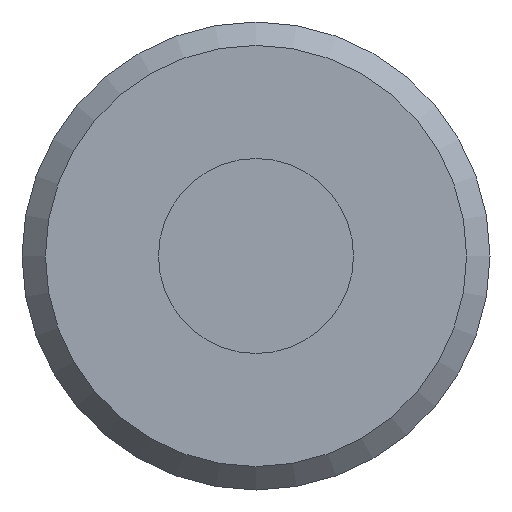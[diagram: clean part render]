
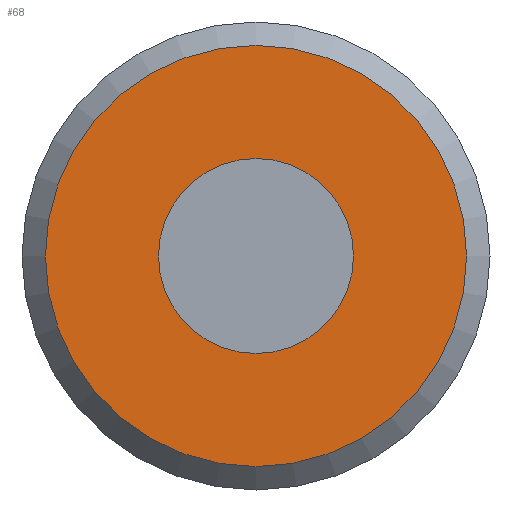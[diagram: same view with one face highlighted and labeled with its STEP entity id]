
A CAD part, front view. The second image highlights one B-rep face of the part: STEP entity #68.
In plain terms, the highlighted planar face has unit normal (0, -1, 0).
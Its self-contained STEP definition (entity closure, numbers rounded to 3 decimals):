
#68 = ADVANCED_FACE( '', ( #145, #146 ), #147, .F. );
#145 = FACE_BOUND( '', #216, .T. );
#146 = FACE_OUTER_BOUND( '', #217, .T. );
#147 = PLANE( '', #218 );
#216 = EDGE_LOOP( '', ( #309 ) );
#217 = EDGE_LOOP( '', ( #310 ) );
#218 = AXIS2_PLACEMENT_3D( '', #311, #312, #313 );
#309 = ORIENTED_EDGE( '', *, *, #321, .F. );
#310 = ORIENTED_EDGE( '', *, *, #330, .T. );
#311 = CARTESIAN_POINT( '', ( 5.4, 0., 0. ) );
#312 = DIRECTION( '', ( 0., 1., 0. ) );
#313 = DIRECTION( '', ( 0., 0., 1. ) );
#321 = EDGE_CURVE( '', #354, #354, #355, .T. );
#330 = EDGE_CURVE( '', #369, #369, #370, .T. );
#354 = VERTEX_POINT( '', #400 );
#355 = CIRCLE( '', #401, 2.5 );
#369 = VERTEX_POINT( '', #415 );
#370 = CIRCLE( '', #416, 5.4 );
#400 = CARTESIAN_POINT( '', ( 0., 0., -2.5 ) );
#401 = AXIS2_PLACEMENT_3D( '', #445, #446, #447 );
#415 = CARTESIAN_POINT( '', ( 0., 0., -5.4 ) );
#416 = AXIS2_PLACEMENT_3D( '', #463, #464, #465 );
#445 = CARTESIAN_POINT( '', ( 0., 0., 0. ) );
#446 = DIRECTION( '', ( 0., -1., 0. ) );
#447 = DIRECTION( '', ( 0., 0., -1. ) );
#463 = CARTESIAN_POINT( '', ( 0., 0., 0. ) );
#464 = DIRECTION( '', ( 0., -1., 0. ) );
#465 = DIRECTION( '', ( 0., 0., -1. ) );
